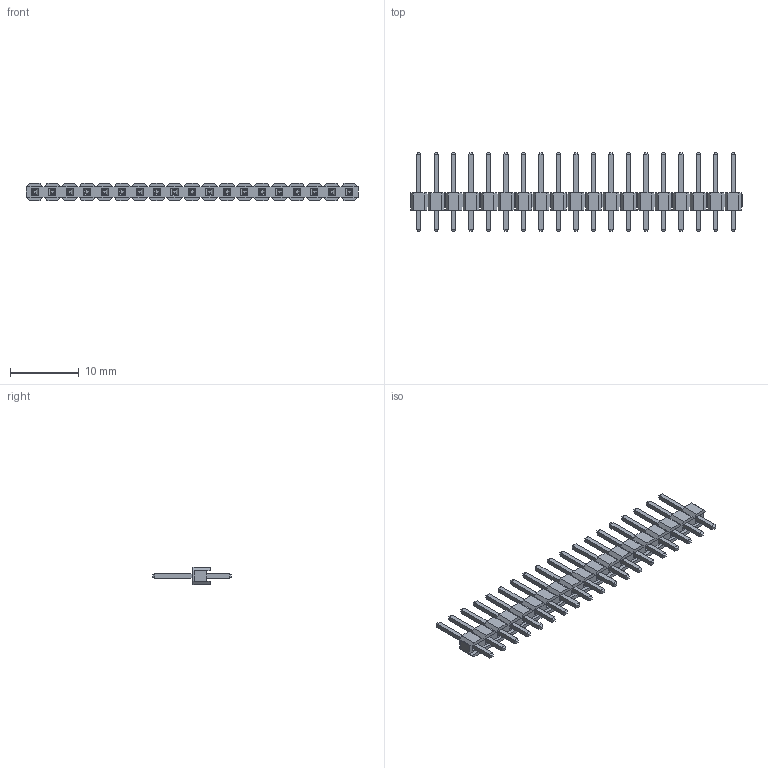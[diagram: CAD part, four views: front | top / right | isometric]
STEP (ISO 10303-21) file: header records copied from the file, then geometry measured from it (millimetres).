
FILE_DESCRIPTION (( 'STEP AP203' ), '1' );
FILE_NAME ('_ _ _C019SAAN-RC.STEP', '2016-06-08T07:15:15', ( 'LUANN HERRING' ), ( 'SULLINS' ), 'SwSTEP 2.0', 'SolidWorks 2015', '' );
FILE_SCHEMA (( 'CONFIG_CONTROL_DESIGN' ));
Length unit declared in the file: inch
Products named in the file (2): _ _ _C019SAAN-RC
Bounding box: 48.26 x 11.39 x 2.54 mm (x, y, z)
Volume: 308.7 mm3; surface area: 1196.3 mm2
Topology: 20 solids, 20 shells, 728 faces, 1684 edges, 996 vertices
Faces by surface type: plane 728
Entity records: 19883 total; most frequent: CARTESIAN_POINT 3410, ORIENTED_EDGE 3368, DIRECTION 3144, VECTOR 1684, EDGE_CURVE 1684, LINE 1684, VERTEX_POINT 996, EDGE_LOOP 766
